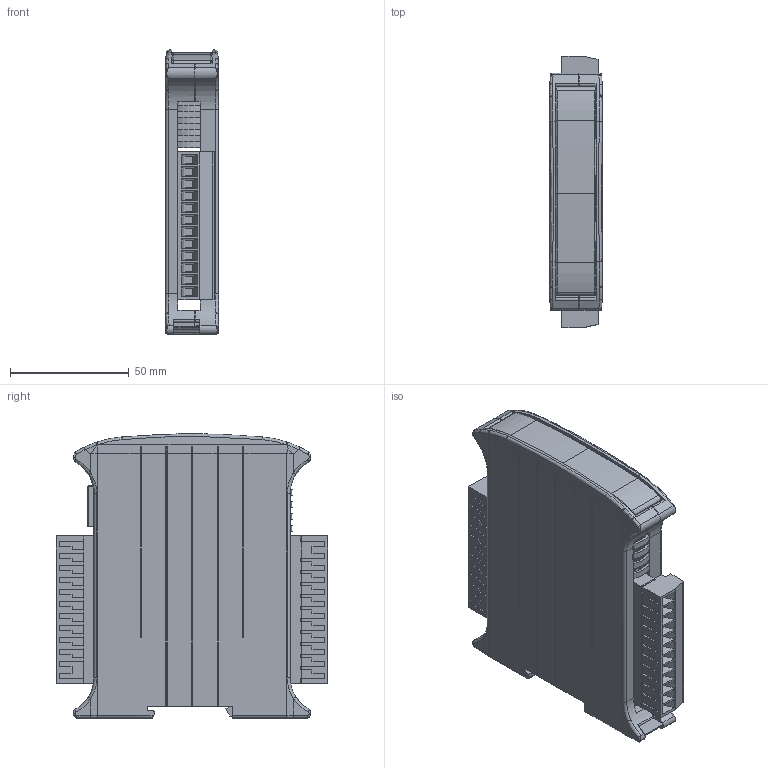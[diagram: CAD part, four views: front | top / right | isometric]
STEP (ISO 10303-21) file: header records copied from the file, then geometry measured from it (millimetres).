
FILE_DESCRIPTION (( 'STEP AP214' ), '1' );
FILE_NAME ('SIO-MB12CDR.STEP', '2019-10-26T22:55:33', ( '' ), ( '' ), 'SwSTEP 2.0', 'SolidWorks 2019', '' );
FILE_SCHEMA (( 'AUTOMOTIVE_DESIGN' ));
Length unit declared in the file: inch
Products named in the file (1): SIO-MB12CDR
Bounding box: 22.5 x 114.45 x 119.88 mm (x, y, z)
Volume: 86260.9 mm3; surface area: 92741.9 mm2
Topology: 14 solids, 14 shells, 3468 faces, 9091 edges, 5839 vertices
Faces by surface type: plane 2687, cylinder 518, bspline 173, cone 48, torus 38, sphere 4
Full cylindrical faces by diameter (mm): 2 x24, 2.3 x2, 2.4 x4, 2.5 x1, 2.75 x14, 3.5 x1, 3.6 x24, 3.8 x24
Entity records: 154531 total; most frequent: CARTESIAN_POINT 26653, ORIENTED_EDGE 17654, DIRECTION 15700, EDGE_CURVE 8827, LINE 7180, VECTOR 7180, VERTEX_POINT 5765, AXIS2_PLACEMENT_3D 4260
